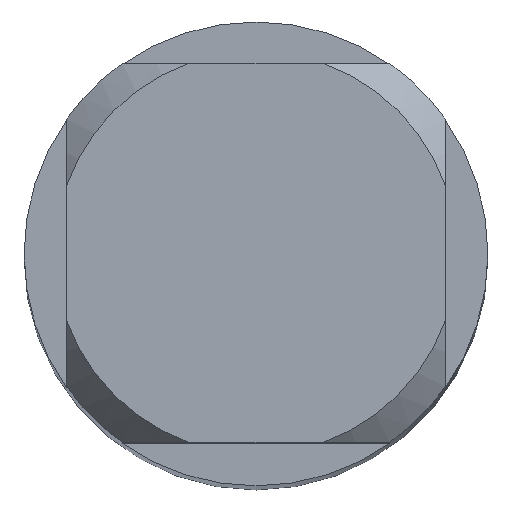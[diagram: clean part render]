
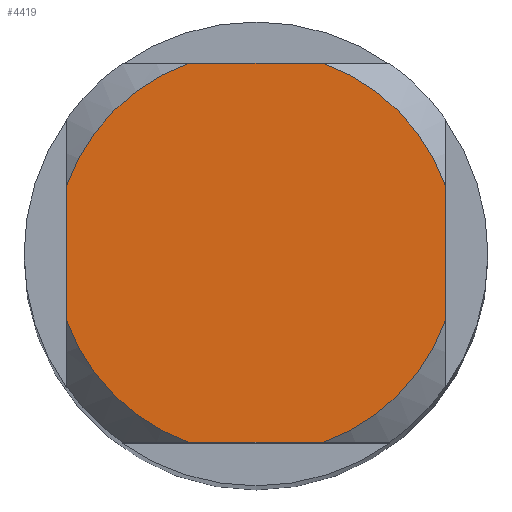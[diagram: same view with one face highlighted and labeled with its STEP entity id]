
A CAD part, top view. The second image highlights one B-rep face of the part: STEP entity #4419.
In plain terms, the highlighted planar face has unit normal (0, 0, 1).
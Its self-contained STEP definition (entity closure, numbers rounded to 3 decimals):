
#2521=EDGE_CURVE('',#3293,#4385,#7397,.T.);
#3293=VERTEX_POINT('',#8243);
#4339=VERTEX_POINT('',#9395);
#4371=VERTEX_POINT('',#9427);
#4385=VERTEX_POINT('',#9442);
#4419=ADVANCED_FACE('',(#9477),#9478,.T.);
#4421=VERTEX_POINT('',#9480);
#4477=EDGE_CURVE('',#5485,#4371,#9541,.T.);
#5037=VERTEX_POINT('',#10147);
#5445=EDGE_CURVE('',#5485,#5037,#10587,.T.);
#5485=VERTEX_POINT('',#10630);
#5979=EDGE_CURVE('',#4339,#4385,#11164,.T.);
#6375=EDGE_CURVE('',#4421,#5037,#11595,.T.);
#6453=EDGE_CURVE('',#4339,#4371,#11679,.T.);
#6741=VERTEX_POINT('',#12003);
#7017=EDGE_CURVE('',#4421,#6741,#12297,.T.);
#7243=EDGE_CURVE('',#3293,#6741,#12543,.T.);
#7397=CIRCLE('',#12729,2.6);
#8243=CARTESIAN_POINT('',(2.45,-0.87,0.0));
#9395=CARTESIAN_POINT('',(-0.87,-2.45,0.0));
#9427=CARTESIAN_POINT('',(-2.45,-0.87,0.0));
#9442=CARTESIAN_POINT('',(0.87,-2.45,0.0));
#9477=FACE_OUTER_BOUND('',#16470,.T.);
#9478=PLANE('',#16471);
#9480=CARTESIAN_POINT('',(0.87,2.45,0.0));
#9541=LINE('',#16583,#16584);
#10147=CARTESIAN_POINT('',(-0.87,2.45,0.0));
#10587=CIRCLE('',#18459,2.6);
#10630=CARTESIAN_POINT('',(-2.45,0.87,0.0));
#11164=LINE('',#19459,#19460);
#11595=LINE('',#20268,#20269);
#11679=CIRCLE('',#20395,2.6);
#12003=CARTESIAN_POINT('',(2.45,0.87,0.0));
#12297=CIRCLE('',#21413,2.6);
#12543=LINE('',#21956,#21957);
#12729=AXIS2_PLACEMENT_3D('',#22145,#22146,#22147);
#16470=EDGE_LOOP('',(#24695,#24696,#24697,#24698,#24699,#24700,#24701,#24702));
#16471=AXIS2_PLACEMENT_3D('',#24703,#24704,#24705);
#16583=CARTESIAN_POINT('',(-2.45,0.65,0.0));
#16584=VECTOR('',#24774,1.0);
#18459=AXIS2_PLACEMENT_3D('',#25796,#25797,#25798);
#19459=CARTESIAN_POINT('',(0.0,-2.45,0.0));
#19460=VECTOR('',#26495,1.0);
#20268=CARTESIAN_POINT('',(0.0,2.45,0.0));
#20269=VECTOR('',#26944,1.0);
#20395=AXIS2_PLACEMENT_3D('',#27024,#27025,#27026);
#21413=AXIS2_PLACEMENT_3D('',#27745,#27746,#27747);
#21956=CARTESIAN_POINT('',(2.45,0.65,0.0));
#21957=VECTOR('',#27992,1.0);
#22145=CARTESIAN_POINT('',(0.0,0.0,0.0));
#22146=DIRECTION('',(0.0,0.0,-1.0));
#22147=DIRECTION('',(0.0,1.0,0.0));
#24695=ORIENTED_EDGE('',*,*,#4477,.T.);
#24696=ORIENTED_EDGE('',*,*,#6453,.F.);
#24697=ORIENTED_EDGE('',*,*,#5979,.T.);
#24698=ORIENTED_EDGE('',*,*,#2521,.F.);
#24699=ORIENTED_EDGE('',*,*,#7243,.T.);
#24700=ORIENTED_EDGE('',*,*,#7017,.F.);
#24701=ORIENTED_EDGE('',*,*,#6375,.T.);
#24702=ORIENTED_EDGE('',*,*,#5445,.F.);
#24703=CARTESIAN_POINT('',(0.0,1.3,0.0));
#24704=DIRECTION('',(-0.0,0.0,1.0));
#24705=DIRECTION('',(0.0,-1.0,0.0));
#24774=DIRECTION('',(-0.0,-1.0,0.0));
#25796=CARTESIAN_POINT('',(0.0,0.0,0.0));
#25797=DIRECTION('',(0.0,0.0,-1.0));
#25798=DIRECTION('',(0.0,1.0,0.0));
#26495=DIRECTION('',(1.0,0.0,0.0));
#26944=DIRECTION('',(-1.0,0.0,0.0));
#27024=CARTESIAN_POINT('',(0.0,0.0,0.0));
#27025=DIRECTION('',(0.0,0.0,-1.0));
#27026=DIRECTION('',(0.0,1.0,0.0));
#27745=CARTESIAN_POINT('',(0.0,0.0,0.0));
#27746=DIRECTION('',(0.0,0.0,-1.0));
#27747=DIRECTION('',(0.0,1.0,0.0));
#27992=DIRECTION('',(-0.0,1.0,0.0));
